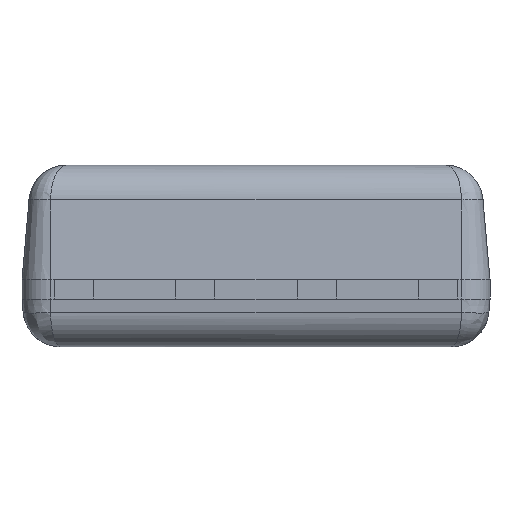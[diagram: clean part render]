
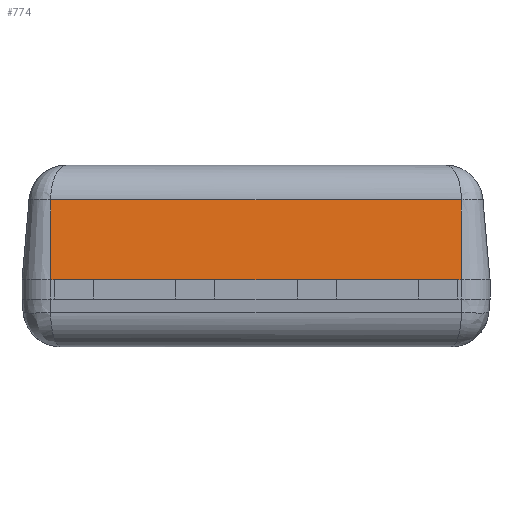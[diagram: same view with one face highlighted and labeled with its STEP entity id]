
A CAD part, front view. The second image highlights one B-rep face of the part: STEP entity #774.
In plain terms, the highlighted planar face has unit normal (0, -0.996, 0.087).
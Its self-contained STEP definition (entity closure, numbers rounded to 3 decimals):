
#1 = CARTESIAN_POINT ( 'NONE',  ( 2.15, -1.95, 0.102 ) ) ;
#27 = EDGE_CURVE ( 'NONE', #5562, #2324, #4850, .T. ) ;
#97 = DIRECTION ( 'NONE',  ( 1., 0., 0. ) ) ;
#113 = VECTOR ( 'NONE', #654, 1000. ) ;
#144 = CARTESIAN_POINT ( 'NONE',  ( -2.15, -1.95, 0.102 ) ) ;
#223 = CARTESIAN_POINT ( 'NONE',  ( -0.84, -1.95, 0.102 ) ) ;
#384 = CARTESIAN_POINT ( 'NONE',  ( -2.15, -1.95, 0.102 ) ) ;
#386 = VERTEX_POINT ( 'NONE', #3550 ) ;
#408 = EDGE_CURVE ( 'NONE', #3706, #1130, #1760, .T. ) ;
#461 = LINE ( 'NONE', #1776, #1607 ) ;
#515 = CARTESIAN_POINT ( 'NONE',  ( 2.11, -1.95, 0.102 ) ) ;
#589 = DIRECTION ( 'NONE',  ( 1., 0., 0. ) ) ;
#605 = CARTESIAN_POINT ( 'NONE',  ( -0.43, -1.95, 0.102 ) ) ;
#653 = VECTOR ( 'NONE', #957, 1000. ) ;
#654 = DIRECTION ( 'NONE',  ( 1., 0., 0. ) ) ;
#679 = CARTESIAN_POINT ( 'NONE',  ( -2.15, -1.877, 0.936 ) ) ;
#706 = VERTEX_POINT ( 'NONE', #2274 ) ;
#758 = LINE ( 'NONE', #4428, #4184 ) ;
#761 = EDGE_CURVE ( 'NONE', #2448, #706, #4344, .T. ) ;
#774 = ADVANCED_FACE ( 'NONE', ( #2999 ), #5530, .T. ) ;
#812 = VERTEX_POINT ( 'NONE', #1305 ) ;
#842 = VERTEX_POINT ( 'NONE', #515 ) ;
#850 = DIRECTION ( 'NONE',  ( 0., -0.087, -0.996 ) ) ;
#957 = DIRECTION ( 'NONE',  ( 1., 0., 0. ) ) ;
#981 = EDGE_CURVE ( 'NONE', #842, #706, #5433, .T. ) ;
#1059 = ORIENTED_EDGE ( 'NONE', *, *, #1187, .T. ) ;
#1095 = CARTESIAN_POINT ( 'NONE',  ( 2.15, -1.95, 0.102 ) ) ;
#1102 = DIRECTION ( 'NONE',  ( -1., 0., 0. ) ) ;
#1130 = VERTEX_POINT ( 'NONE', #605 ) ;
#1186 = ORIENTED_EDGE ( 'NONE', *, *, #761, .F. ) ;
#1187 = EDGE_CURVE ( 'NONE', #386, #2048, #3482, .T. ) ;
#1272 = CARTESIAN_POINT ( 'NONE',  ( -2.15, -1.877, 0.936 ) ) ;
#1305 = CARTESIAN_POINT ( 'NONE',  ( 0.43, -1.95, 0.102 ) ) ;
#1367 = VECTOR ( 'NONE', #1102, 1000. ) ;
#1379 = ORIENTED_EDGE ( 'NONE', *, *, #981, .T. ) ;
#1395 = CARTESIAN_POINT ( 'NONE',  ( 2.15, -1.95, 0.102 ) ) ;
#1419 = LINE ( 'NONE', #5346, #2814 ) ;
#1454 = CARTESIAN_POINT ( 'NONE',  ( -1.7, -1.95, 0.102 ) ) ;
#1473 = ORIENTED_EDGE ( 'NONE', *, *, #5134, .T. ) ;
#1597 = ORIENTED_EDGE ( 'NONE', *, *, #4521, .T. ) ;
#1607 = VECTOR ( 'NONE', #5049, 1000. ) ;
#1632 = EDGE_CURVE ( 'NONE', #1130, #812, #461, .T. ) ;
#1677 = EDGE_CURVE ( 'NONE', #2772, #3706, #758, .T. ) ;
#1760 = LINE ( 'NONE', #3532, #5071 ) ;
#1776 = CARTESIAN_POINT ( 'NONE',  ( 2.15, -1.95, 0.102 ) ) ;
#1792 = LINE ( 'NONE', #5542, #653 ) ;
#2041 = ORIENTED_EDGE ( 'NONE', *, *, #4330, .T. ) ;
#2048 = VERTEX_POINT ( 'NONE', #5615 ) ;
#2241 = LINE ( 'NONE', #3595, #2531 ) ;
#2274 = CARTESIAN_POINT ( 'NONE',  ( 2.15, -1.95, 0.102 ) ) ;
#2324 = VERTEX_POINT ( 'NONE', #4740 ) ;
#2339 = VECTOR ( 'NONE', #97, 1000. ) ;
#2427 = ORIENTED_EDGE ( 'NONE', *, *, #3932, .T. ) ;
#2448 = VERTEX_POINT ( 'NONE', #2622 ) ;
#2531 = VECTOR ( 'NONE', #4048, 1000. ) ;
#2622 = CARTESIAN_POINT ( 'NONE',  ( 2.15, -1.877, 0.936 ) ) ;
#2772 = VERTEX_POINT ( 'NONE', #1454 ) ;
#2814 = VECTOR ( 'NONE', #3100, 1000. ) ;
#2867 = VERTEX_POINT ( 'NONE', #1272 ) ;
#2945 = ORIENTED_EDGE ( 'NONE', *, *, #408, .T. ) ;
#2999 = FACE_OUTER_BOUND ( 'NONE', #5036, .T. ) ;
#3043 = DIRECTION ( 'NONE',  ( 0., -0.087, -0.996 ) ) ;
#3100 = DIRECTION ( 'NONE',  ( 1., 0., 0. ) ) ;
#3162 = VECTOR ( 'NONE', #3043, 1000. ) ;
#3273 = ORIENTED_EDGE ( 'NONE', *, *, #3781, .T. ) ;
#3397 = ORIENTED_EDGE ( 'NONE', *, *, #1632, .T. ) ;
#3482 = LINE ( 'NONE', #4704, #4778 ) ;
#3494 = DIRECTION ( 'NONE',  ( 1., 0., 0. ) ) ;
#3532 = CARTESIAN_POINT ( 'NONE',  ( 2.15, -1.95, 0.102 ) ) ;
#3549 = VECTOR ( 'NONE', #4541, 1000. ) ;
#3550 = CARTESIAN_POINT ( 'NONE',  ( 0.84, -1.95, 0.102 ) ) ;
#3589 = DIRECTION ( 'NONE',  ( 0., -0.996, 0.087 ) ) ;
#3595 = CARTESIAN_POINT ( 'NONE',  ( 2.15, -1.95, 0.102 ) ) ;
#3706 = VERTEX_POINT ( 'NONE', #223 ) ;
#3781 = EDGE_CURVE ( 'NONE', #812, #386, #1419, .T. ) ;
#3932 = EDGE_CURVE ( 'NONE', #2867, #5562, #4375, .T. ) ;
#4048 = DIRECTION ( 'NONE',  ( 1., 0., 0. ) ) ;
#4092 = LINE ( 'NONE', #679, #1367 ) ;
#4184 = VECTOR ( 'NONE', #4405, 1000. ) ;
#4330 = EDGE_CURVE ( 'NONE', #2324, #2772, #1792, .T. ) ;
#4344 = LINE ( 'NONE', #1, #3549 ) ;
#4375 = LINE ( 'NONE', #4417, #3162 ) ;
#4405 = DIRECTION ( 'NONE',  ( 1., 0., 0. ) ) ;
#4417 = CARTESIAN_POINT ( 'NONE',  ( -2.15, -1.95, 0.102 ) ) ;
#4428 = CARTESIAN_POINT ( 'NONE',  ( 2.15, -1.95, 0.102 ) ) ;
#4521 = EDGE_CURVE ( 'NONE', #2448, #2867, #4092, .T. ) ;
#4541 = DIRECTION ( 'NONE',  ( 0., -0.087, -0.996 ) ) ;
#4704 = CARTESIAN_POINT ( 'NONE',  ( 2.15, -1.95, 0.102 ) ) ;
#4740 = CARTESIAN_POINT ( 'NONE',  ( -2.11, -1.95, 0.102 ) ) ;
#4778 = VECTOR ( 'NONE', #589, 1000. ) ;
#4850 = LINE ( 'NONE', #1095, #113 ) ;
#4912 = AXIS2_PLACEMENT_3D ( 'NONE', #384, #3589, #850 ) ;
#5036 = EDGE_LOOP ( 'NONE', ( #1186, #1597, #2427, #5291, #2041, #5854, #2945, #3397, #3273, #1059, #1473, #1379 ) ) ;
#5049 = DIRECTION ( 'NONE',  ( 1., 0., 0. ) ) ;
#5071 = VECTOR ( 'NONE', #3494, 1000. ) ;
#5134 = EDGE_CURVE ( 'NONE', #2048, #842, #2241, .T. ) ;
#5291 = ORIENTED_EDGE ( 'NONE', *, *, #27, .T. ) ;
#5346 = CARTESIAN_POINT ( 'NONE',  ( 2.15, -1.95, 0.102 ) ) ;
#5433 = LINE ( 'NONE', #1395, #2339 ) ;
#5530 = PLANE ( 'NONE',  #4912 ) ;
#5542 = CARTESIAN_POINT ( 'NONE',  ( 2.15, -1.95, 0.102 ) ) ;
#5562 = VERTEX_POINT ( 'NONE', #144 ) ;
#5615 = CARTESIAN_POINT ( 'NONE',  ( 1.7, -1.95, 0.102 ) ) ;
#5854 = ORIENTED_EDGE ( 'NONE', *, *, #1677, .T. ) ;
